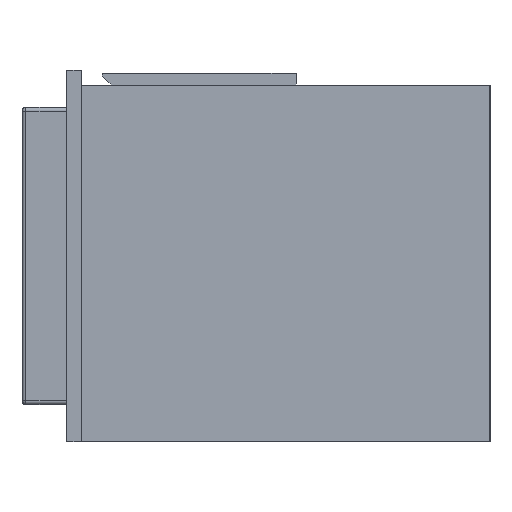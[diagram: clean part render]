
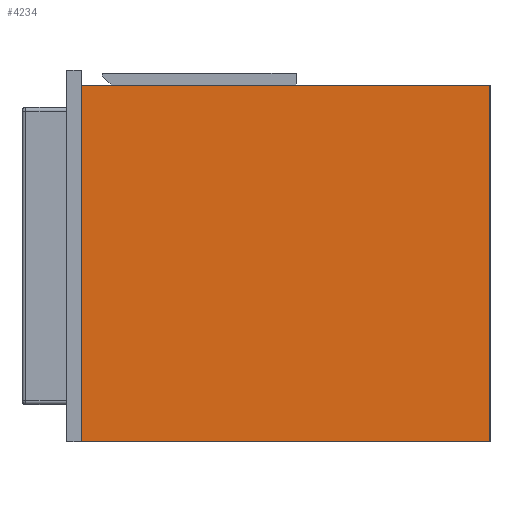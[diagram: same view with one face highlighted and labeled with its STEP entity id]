
A CAD part, left-side view. The second image highlights one B-rep face of the part: STEP entity #4234.
In plain terms, the highlighted planar face has unit normal (-1, 0, 0).
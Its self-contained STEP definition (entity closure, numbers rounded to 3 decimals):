
#226 = AXIS2_PLACEMENT_3D ( 'NONE', #5298, #1354, #5334 ) ;
#340 = ORIENTED_EDGE ( 'NONE', *, *, #1483, .T. ) ;
#376 = CARTESIAN_POINT ( 'NONE',  ( -744., 275., 480. ) ) ;
#552 = VECTOR ( 'NONE', #846, 1000. ) ;
#740 = LINE ( 'NONE', #4893, #876 ) ;
#789 = DIRECTION ( 'NONE',  ( 0., 1., 0. ) ) ;
#824 = LINE ( 'NONE', #3119, #552 ) ;
#846 = DIRECTION ( 'NONE',  ( 0., 0., -1. ) ) ;
#876 = VECTOR ( 'NONE', #3620, 1000. ) ;
#970 = EDGE_LOOP ( 'NONE', ( #4458, #5347, #340, #2528 ) ) ;
#1354 = DIRECTION ( 'NONE',  ( -1., 0., 0. ) ) ;
#1483 = EDGE_CURVE ( 'NONE', #4652, #2385, #1912, .T. ) ;
#1528 = VERTEX_POINT ( 'NONE', #1907 ) ;
#1907 = CARTESIAN_POINT ( 'NONE',  ( -744., 275., 0. ) ) ;
#1912 = LINE ( 'NONE', #376, #2836 ) ;
#2106 = LINE ( 'NONE', #2143, #5066 ) ;
#2143 = CARTESIAN_POINT ( 'NONE',  ( -744., -275., 480. ) ) ;
#2385 = VERTEX_POINT ( 'NONE', #3077 ) ;
#2528 = ORIENTED_EDGE ( 'NONE', *, *, #4285, .T. ) ;
#2667 = CARTESIAN_POINT ( 'NONE',  ( -744., -275., 480. ) ) ;
#2836 = VECTOR ( 'NONE', #789, 1000. ) ;
#2998 = VERTEX_POINT ( 'NONE', #4262 ) ;
#3043 = DIRECTION ( 'NONE',  ( 0., 0., -1. ) ) ;
#3077 = CARTESIAN_POINT ( 'NONE',  ( -744., 275., 480. ) ) ;
#3119 = CARTESIAN_POINT ( 'NONE',  ( -744., 275., 480. ) ) ;
#3509 = PLANE ( 'NONE',  #226 ) ;
#3620 = DIRECTION ( 'NONE',  ( 0., 1., 0. ) ) ;
#4234 = ADVANCED_FACE ( 'NONE', ( #4998 ), #3509, .T. ) ;
#4262 = CARTESIAN_POINT ( 'NONE',  ( -744., -275., 0. ) ) ;
#4285 = EDGE_CURVE ( 'NONE', #2385, #1528, #824, .T. ) ;
#4458 = ORIENTED_EDGE ( 'NONE', *, *, #4769, .F. ) ;
#4652 = VERTEX_POINT ( 'NONE', #2667 ) ;
#4769 = EDGE_CURVE ( 'NONE', #2998, #1528, #740, .T. ) ;
#4893 = CARTESIAN_POINT ( 'NONE',  ( -744., 275., 0. ) ) ;
#4998 = FACE_OUTER_BOUND ( 'NONE', #970, .T. ) ;
#5066 = VECTOR ( 'NONE', #3043, 1000. ) ;
#5298 = CARTESIAN_POINT ( 'NONE',  ( -744., 275., 480. ) ) ;
#5334 = DIRECTION ( 'NONE',  ( 0., 0., 1. ) ) ;
#5347 = ORIENTED_EDGE ( 'NONE', *, *, #5731, .F. ) ;
#5731 = EDGE_CURVE ( 'NONE', #4652, #2998, #2106, .T. ) ;
